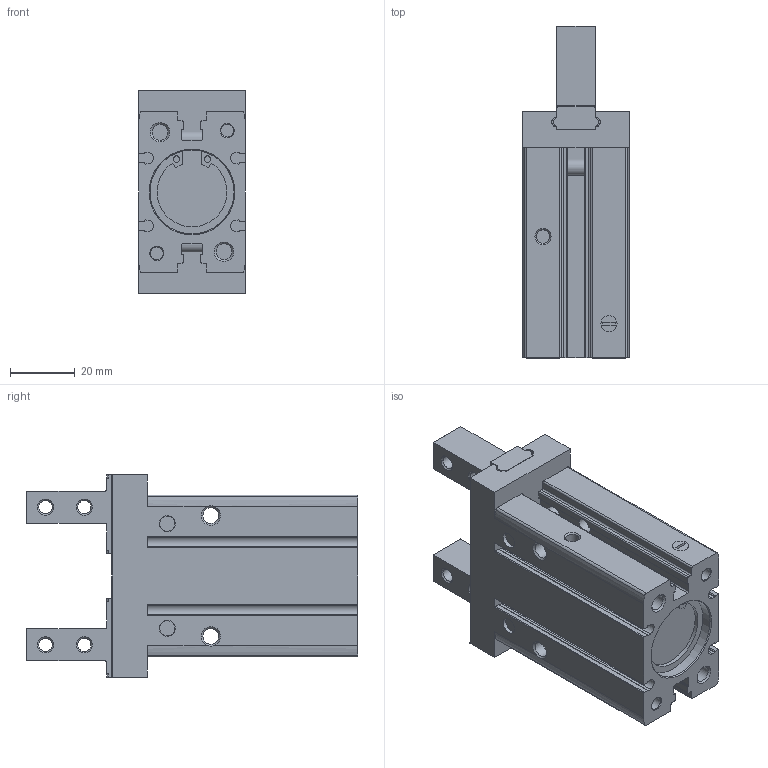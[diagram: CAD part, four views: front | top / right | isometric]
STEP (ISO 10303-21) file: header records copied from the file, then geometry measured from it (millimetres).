
FILE_DESCRIPTION(/* description */ ('STEP AP214'),/* implementation_level */ '2;1');
FILE_NAME(/* name */ '8116856_DHPC-25-A-NO-S-1',/* time_stamp */ '2024-08-19T18:22:55+02:00',/* author */ ('License CC BY-ND 4.0'),/* organization */ ('CADENAS'),/* preprocessor_version */ 'ST-DEVELOPER v19.3',/* originating_system */ 'PARTsolutions',/* authorisation */ ' ');
FILE_SCHEMA (('AUTOMOTIVE_DESIGN {1 0 10303 214 3 1 1}'));
Length unit declared in the file: millimetre
Products named in the file (4): 8116856 DHPC-25-A-NO-S-1---(1high); 8116732 DHPC-25-A-NO-S-1---(highG); 8112296 DHPC-25-A-1---(high); 340115 M5-ADVU
Assembly tree (4 placements, depth 2):
  8116856 DHPC-25-A-NO-S-1---(1high)
    8116732 DHPC-25-A-NO-S-1---(highG)
    8112296 DHPC-25-A-1---(high)  x2
    340115 M5-ADVU
Bounding box: 33 x 102.65 x 62.6 mm (x, y, z)
Volume: 118201.5 mm3; surface area: 30722.6 mm2
Topology: 4 solids, 4 shells, 433 faces, 1137 edges, 741 vertices
Faces by surface type: plane 223, cylinder 176, cone 30, torus 4
Full cylindrical faces by diameter (mm): 2 x2, 2.5 x1, 3.95 x1, 4 x6, 4.134 x6, 4.917 x8, 5 x5, 7 x4, 8 x4, 26 x1
Entity records: 10949 total; most frequent: CARTESIAN_POINT 1953, DIRECTION 1906, ORIENTED_EDGE 1748, EDGE_CURVE 874, AXIS2_PLACEMENT_3D 695, VERTEX_POINT 610, LINE 516, VECTOR 516
